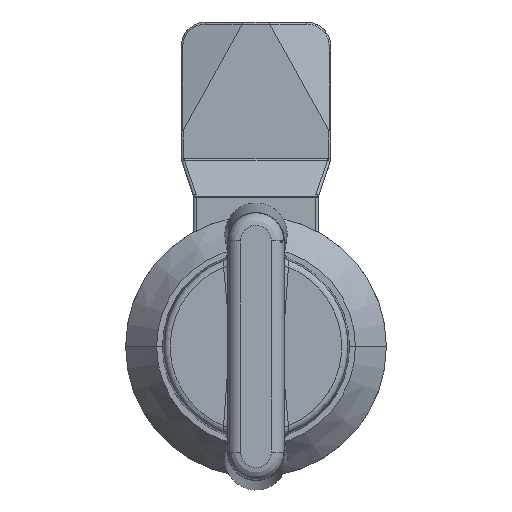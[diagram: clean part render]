
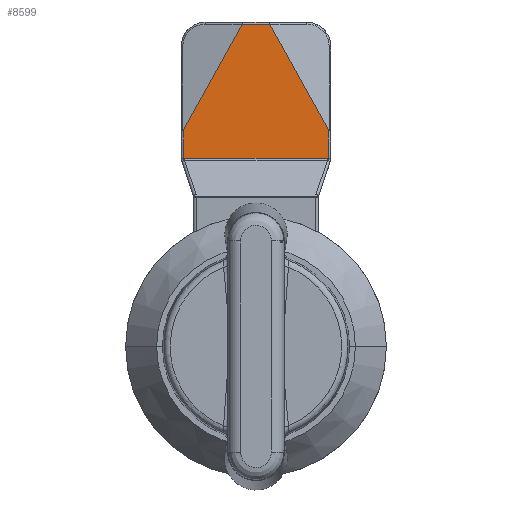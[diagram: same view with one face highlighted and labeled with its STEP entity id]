
A CAD part, front view. The second image highlights one B-rep face of the part: STEP entity #8599.
In plain terms, the highlighted planar face has unit normal (0, -1, 0).
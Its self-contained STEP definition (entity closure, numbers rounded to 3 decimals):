
#1182 = EDGE_CURVE ( 'NONE', #4292, #2284, #4222, .T. ) ;
#1740 = CARTESIAN_POINT ( 'NONE',  ( 5.829, -8.702, 17.085 ) ) ;
#1900 = EDGE_LOOP ( 'NONE', ( #4921, #10165, #6317, #6988, #5098, #7841 ) ) ;
#2284 = VERTEX_POINT ( 'NONE', #3013 ) ;
#2512 = PLANE ( 'NONE',  #7152 ) ;
#2825 = EDGE_CURVE ( 'NONE', #6237, #8071, #7980, .T. ) ;
#3013 = CARTESIAN_POINT ( 'NONE',  ( 1.117, -8.702, 25.929 ) ) ;
#3244 = CARTESIAN_POINT ( 'NONE',  ( 6.03, -8.702, 15.149 ) ) ;
#3347 = DIRECTION ( 'NONE',  ( -0.486, 0., 0.874 ) ) ;
#3408 = DIRECTION ( 'NONE',  ( 0., 0., 1. ) ) ;
#3825 = DIRECTION ( 'NONE',  ( -1., 0., 0. ) ) ;
#4062 = DIRECTION ( 'NONE',  ( 1., 0., 0. ) ) ;
#4161 = DIRECTION ( 'NONE',  ( 0., 1., 0. ) ) ;
#4211 = VECTOR ( 'NONE', #3347, 1000. ) ;
#4222 = LINE ( 'NONE', #5918, #4211 ) ;
#4292 = VERTEX_POINT ( 'NONE', #8293 ) ;
#4501 = CARTESIAN_POINT ( 'NONE',  ( -1.117, -8.702, 25.929 ) ) ;
#4613 = CARTESIAN_POINT ( 'NONE',  ( -5.829, -8.702, 15.065 ) ) ;
#4624 = VERTEX_POINT ( 'NONE', #4501 ) ;
#4647 = VECTOR ( 'NONE', #10540, 1000. ) ;
#4786 = CARTESIAN_POINT ( 'NONE',  ( -6.887, -8.702, 15.542 ) ) ;
#4921 = ORIENTED_EDGE ( 'NONE', *, *, #2825, .T. ) ;
#5097 = EDGE_CURVE ( 'NONE', #8071, #4292, #7280, .T. ) ;
#5098 = ORIENTED_EDGE ( 'NONE', *, *, #8989, .T. ) ;
#5167 = LINE ( 'NONE', #4786, #4647 ) ;
#5918 = CARTESIAN_POINT ( 'NONE',  ( 4.043, -8.702, 20.661 ) ) ;
#6181 = VECTOR ( 'NONE', #9553, 1000. ) ;
#6237 = VERTEX_POINT ( 'NONE', #7654 ) ;
#6317 = ORIENTED_EDGE ( 'NONE', *, *, #1182, .T. ) ;
#6956 = LINE ( 'NONE', #4613, #6181 ) ;
#6988 = ORIENTED_EDGE ( 'NONE', *, *, #10560, .T. ) ;
#7132 = VERTEX_POINT ( 'NONE', #10138 ) ;
#7152 = AXIS2_PLACEMENT_3D ( 'NONE', #10726, #4161, #9943 ) ;
#7280 = LINE ( 'NONE', #1740, #7809 ) ;
#7654 = CARTESIAN_POINT ( 'NONE',  ( -5.829, -8.702, 15.149 ) ) ;
#7719 = VECTOR ( 'NONE', #4062, 1000. ) ;
#7751 = EDGE_CURVE ( 'NONE', #7132, #6237, #6956, .T. ) ;
#7809 = VECTOR ( 'NONE', #3408, 1000. ) ;
#7841 = ORIENTED_EDGE ( 'NONE', *, *, #7751, .T. ) ;
#7980 = LINE ( 'NONE', #3244, #7719 ) ;
#8071 = VERTEX_POINT ( 'NONE', #9834 ) ;
#8293 = CARTESIAN_POINT ( 'NONE',  ( 5.829, -8.702, 17.447 ) ) ;
#8599 = ADVANCED_FACE ( 'NONE', ( #9157 ), #2512, .F. ) ;
#8824 = VECTOR ( 'NONE', #3825, 1000. ) ;
#8989 = EDGE_CURVE ( 'NONE', #4624, #7132, #5167, .T. ) ;
#9157 = FACE_OUTER_BOUND ( 'NONE', #1900, .T. ) ;
#9553 = DIRECTION ( 'NONE',  ( 0., 0., -1. ) ) ;
#9594 = LINE ( 'NONE', #9612, #8824 ) ;
#9612 = CARTESIAN_POINT ( 'NONE',  ( -6.03, -8.702, 25.929 ) ) ;
#9834 = CARTESIAN_POINT ( 'NONE',  ( 5.829, -8.702, 15.149 ) ) ;
#9943 = DIRECTION ( 'NONE',  ( -1., 0., 0. ) ) ;
#10138 = CARTESIAN_POINT ( 'NONE',  ( -5.829, -8.702, 17.447 ) ) ;
#10165 = ORIENTED_EDGE ( 'NONE', *, *, #5097, .T. ) ;
#10540 = DIRECTION ( 'NONE',  ( -0.486, 0., -0.874 ) ) ;
#10560 = EDGE_CURVE ( 'NONE', #2284, #4624, #9594, .T. ) ;
#10726 = CARTESIAN_POINT ( 'NONE',  ( -6.03, -8.702, 15.065 ) ) ;
